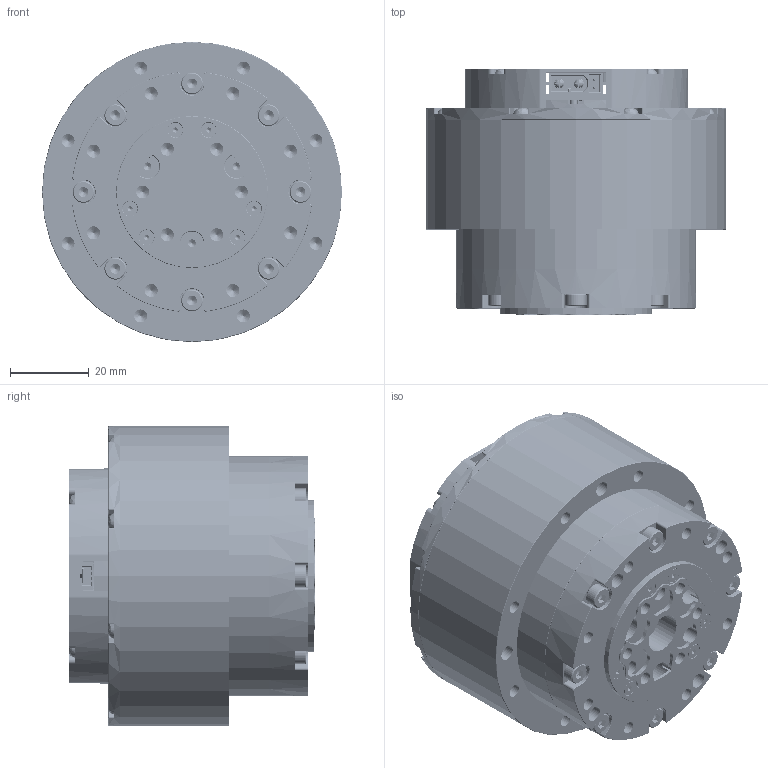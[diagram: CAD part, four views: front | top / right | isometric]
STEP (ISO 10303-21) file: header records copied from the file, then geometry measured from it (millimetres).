
FILE_DESCRIPTION((''),'2;1');
FILE_NAME('DM_6248_0001','2025-07-17T13:02:12',('rw'),(''),'CREO PARAMETRIC BY PTC INC, 2020053','CREO PARAMETRIC BY PTC INC, 2020053','');
FILE_SCHEMA(('CONFIG_CONTROL_DESIGN'));
Length unit declared in the file: millimetre
Products named in the file (8): 6248_3D0001; PCB; 6248_0001; _M20001; _M30001; _M30002; _M2_50001; DM_6248_0001
Assembly tree (32 placements, depth 2):
  DM_6248_0001
    6248_3D0001
    PCB
    6248_0001
    _M20001  x6
    _M30001  x3
    _M30002  x8
    _M2_50001  x12
Bounding box: 76 x 62.5 x 76 mm (x, y, z)
Volume: 206574.5 mm3; surface area: 46782.2 mm2
Topology: 32 solids, 42 shells, 4852 faces, 12970 edges, 8273 vertices
Faces by surface type: plane 1943, cylinder 1778, bspline 560, cone 389, extrusion 108, torus 58, revolution 16
Entity records: 110014 total; most frequent: CARTESIAN_POINT 36520, ORIENTED_EDGE 15504, DIRECTION 14832, EDGE_CURVE 7764, VECTOR 5136, VERTEX_POINT 5083, LINE 5028, AXIS2_PLACEMENT_3D 4840
